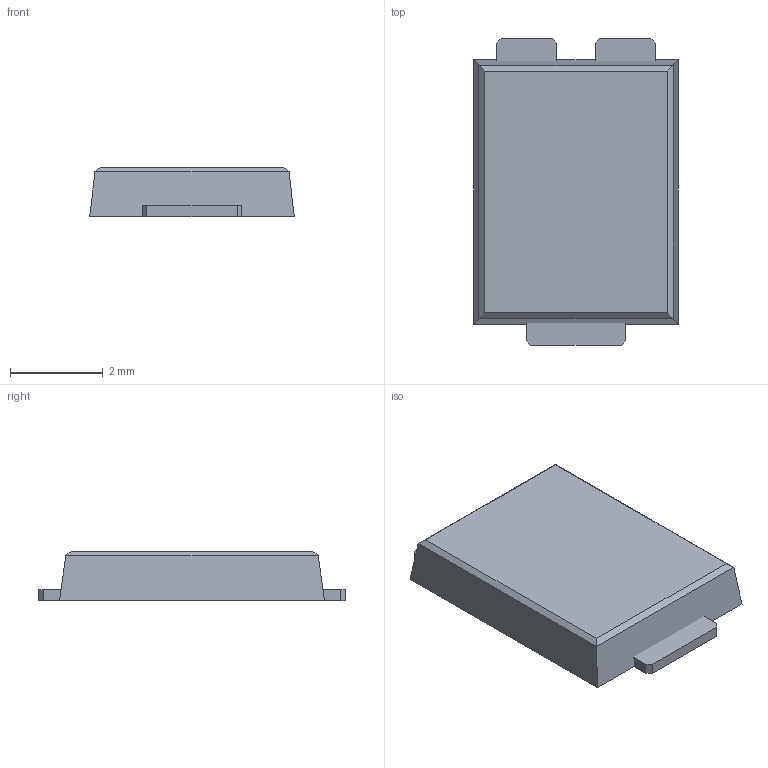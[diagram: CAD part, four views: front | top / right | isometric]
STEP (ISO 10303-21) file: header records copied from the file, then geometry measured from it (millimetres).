
FILE_DESCRIPTION(('FreeCAD Model'),'2;1');
FILE_NAME('Open CASCADE Shape Model','2022-09-09T04:23:41',('Author'),( ''),'Open CASCADE STEP processor 7.5','FreeCAD','Unknown');
FILE_SCHEMA(('AUTOMOTIVE_DESIGN { 1 0 10303 214 1 1 1 1 }'));
Length unit declared in the file: millimetre
Products named in the file (1): jh_CFP15_SOT1289
Bounding box: 4.4 x 6.6 x 1.07 mm (x, y, z)
Volume: 29.7 mm3; surface area: 112.6 mm2
Topology: 4 solids, 4 shells, 38 faces, 86 edges, 56 vertices
Faces by surface type: plane 38
Entity records: 2459 total; most frequent: CARTESIAN_POINT 361, DIRECTION 328, LINE 250, VECTOR 250, ORIENTED_EDGE 172, PCURVE 172, DEFINITIONAL_REPRESENTATION 172, EDGE_CURVE 86
